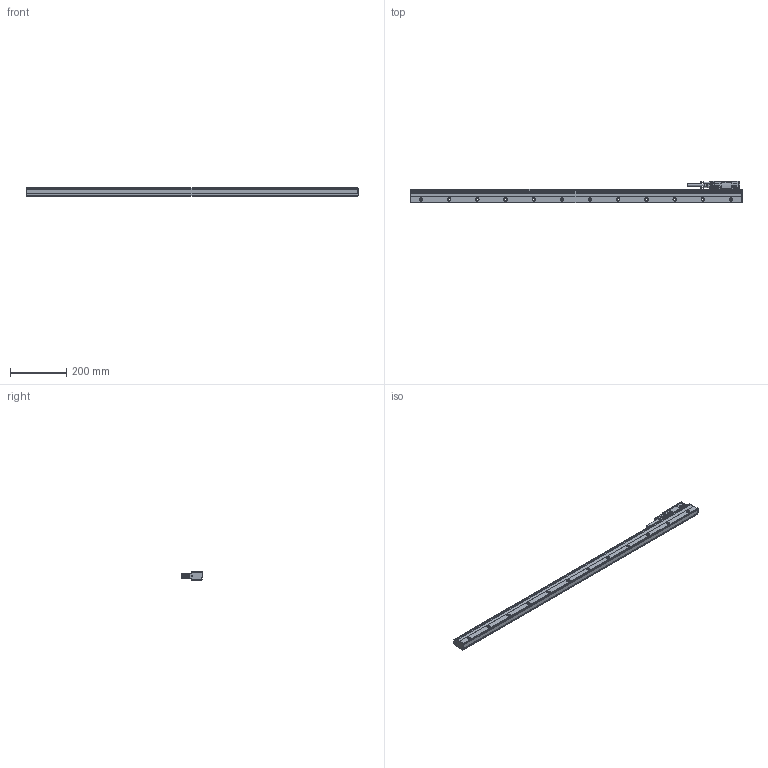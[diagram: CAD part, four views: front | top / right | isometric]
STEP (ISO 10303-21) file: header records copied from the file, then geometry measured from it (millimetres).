
FILE_DESCRIPTION(('CATIA V5 STEP'),'2;1');
FILE_NAME('SR87_R_104.stp','2010-05-27T01:56:39+00:00',('none'),('none'),'CATIA Version 5 Release 19 SP 6 (IN-10)','CATIA V5 STEP AP214','none');
FILE_SCHEMA(('AUTOMOTIVE_DESIGN { 1 0 10303 214 1 1 1 1 }'));
Products named in the file (3): SR87_R_104; SR87_head_R; SR87-104_S
Assembly tree (2 placements, depth 2):
  SR87_R_104
    SR87_head_R
    SR87-104_S
Bounding box: 1178 x 78 x 29 mm (x, y, z)
Volume: 1545444.8 mm3; surface area: 230296 mm2
Topology: 2 solids, 20 shells, 2846 faces, 7265 edges, 4380 vertices
Faces by surface type: plane 1442, cylinder 899, cone 178, torus 177, sphere 96, bspline 54
Entity records: 83343 total; most frequent: CARTESIAN_POINT 20773, ORIENTED_EDGE 14312, DIRECTION 10258, EDGE_CURVE 7146, VERTEX_POINT 4378, AXIS2_PLACEMENT_3D 4242, VECTOR 3949, LINE 3949
